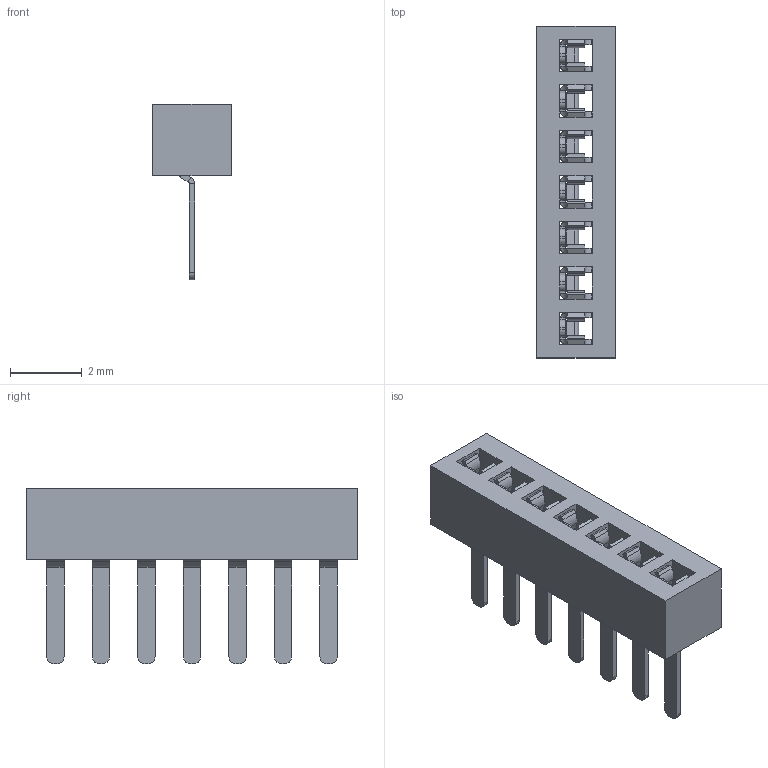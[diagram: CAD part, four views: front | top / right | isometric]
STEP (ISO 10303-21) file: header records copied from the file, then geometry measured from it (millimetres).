
FILE_DESCRIPTION(('FreeCAD Model'),'2;1');
FILE_NAME('1x02_H2.step','2016-10-28T11:21:04',('Author'),(''), 'Open CASCADE STEP processor 6.8','FreeCAD','Unknown');
FILE_SCHEMA(('AUTOMOTIVE_DESIGN_CC2 { 1 2 10303 214 -1 1 5 4 }'));
Length unit declared in the file: millimetre
Products named in the file (2): ASSEMBLY; 1x02_H2
Assembly tree (1 placements, depth 2):
  ASSEMBLY
    1x02_H2
Bounding box: 2.2 x 9.26 x 4.9 mm (x, y, z)
Volume: 34.4 mm3; surface area: 211.9 mm2
Topology: 8 solids, 8 shells, 664 faces, 1580 edges, 932 vertices
Faces by surface type: plane 482, cylinder 182
Entity records: 45269 total; most frequent: CARTESIAN_POINT 9593, DIRECTION 5582, LINE 3375, VECTOR 3375, ORIENTED_EDGE 3160, PCURVE 3160, DEFINITIONAL_REPRESENTATION 3160, EDGE_CURVE 1580
